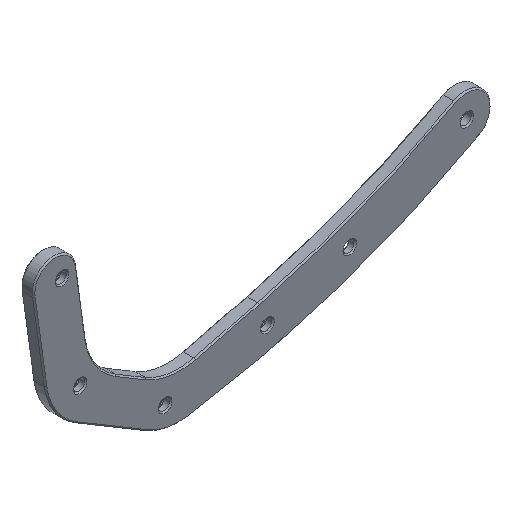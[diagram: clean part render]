
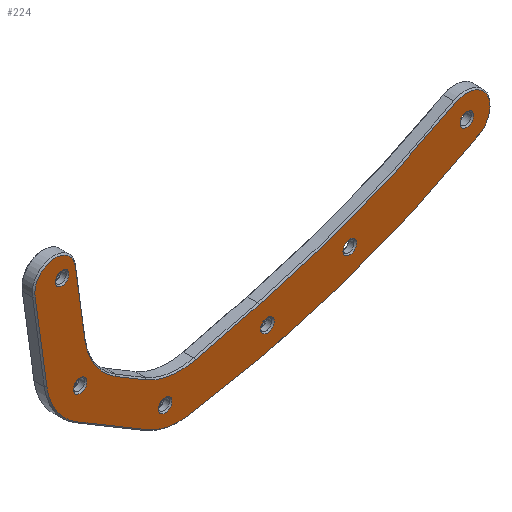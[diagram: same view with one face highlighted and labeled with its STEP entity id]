
A CAD part, isometric view. The second image highlights one B-rep face of the part: STEP entity #224.
In plain terms, the highlighted planar face has unit normal (0, -1, 0).
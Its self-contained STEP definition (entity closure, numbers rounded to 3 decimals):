
#224=ADVANCED_FACE('',(#972,#974,#976,#978,#980,#982,#984),#986,.F.);
#972=FACE_BOUND('',#973,.T.);
#973=EDGE_LOOP('',(#1526,#1527,#1528,#1529,#1530,#1531,#1532,#1533,#1534,#1535,#1536,
#1537,#1538));
#974=FACE_BOUND('',#975,.T.);
#975=EDGE_LOOP('',(#1539));
#976=FACE_BOUND('',#977,.T.);
#977=EDGE_LOOP('',(#1540));
#978=FACE_BOUND('',#979,.T.);
#979=EDGE_LOOP('',(#1541));
#980=FACE_BOUND('',#981,.T.);
#981=EDGE_LOOP('',(#1542));
#982=FACE_BOUND('',#983,.T.);
#983=EDGE_LOOP('',(#1543));
#984=FACE_BOUND('',#985,.T.);
#985=EDGE_LOOP('',(#1544));
#986=PLANE('',#987);
#987=AXIS2_PLACEMENT_3D('',#988,#989,#990);
#988=CARTESIAN_POINT('',(0.,-131.,0.));
#989=DIRECTION('',(0.,1.,0.));
#990=DIRECTION('',(-1.,0.,0.));
#1526=ORIENTED_EDGE('',*,*,#1801,.F.);
#1527=ORIENTED_EDGE('',*,*,#1802,.F.);
#1528=ORIENTED_EDGE('',*,*,#1803,.F.);
#1529=ORIENTED_EDGE('',*,*,#1804,.F.);
#1530=ORIENTED_EDGE('',*,*,#1805,.F.);
#1531=ORIENTED_EDGE('',*,*,#1806,.F.);
#1532=ORIENTED_EDGE('',*,*,#1807,.F.);
#1533=ORIENTED_EDGE('',*,*,#1808,.F.);
#1534=ORIENTED_EDGE('',*,*,#1809,.F.);
#1535=ORIENTED_EDGE('',*,*,#1810,.F.);
#1536=ORIENTED_EDGE('',*,*,#1811,.F.);
#1537=ORIENTED_EDGE('',*,*,#1812,.F.);
#1538=ORIENTED_EDGE('',*,*,#1813,.F.);
#1539=ORIENTED_EDGE('',*,*,#1814,.T.);
#1540=ORIENTED_EDGE('',*,*,#1815,.T.);
#1541=ORIENTED_EDGE('',*,*,#1816,.T.);
#1542=ORIENTED_EDGE('',*,*,#1817,.T.);
#1543=ORIENTED_EDGE('',*,*,#1818,.T.);
#1544=ORIENTED_EDGE('',*,*,#1819,.T.);
#1801=EDGE_CURVE('',#1993,#1994,#1995,.T.);
#1802=EDGE_CURVE('',#1996,#1993,#1997,.T.);
#1803=EDGE_CURVE('',#1998,#1996,#1999,.T.);
#1804=EDGE_CURVE('',#2000,#1998,#2001,.T.);
#1805=EDGE_CURVE('',#2002,#2000,#2003,.T.);
#1806=EDGE_CURVE('',#2004,#2002,#2005,.T.);
#1807=EDGE_CURVE('',#2006,#2004,#2007,.T.);
#1808=EDGE_CURVE('',#2008,#2006,#2009,.T.);
#1809=EDGE_CURVE('',#2010,#2008,#2011,.T.);
#1810=EDGE_CURVE('',#2012,#2010,#2013,.T.);
#1811=EDGE_CURVE('',#2014,#2012,#2015,.T.);
#1812=EDGE_CURVE('',#2016,#2014,#2017,.T.);
#1813=EDGE_CURVE('',#1994,#2016,#2018,.T.);
#1814=EDGE_CURVE('',#2019,#2019,#2020,.T.);
#1815=EDGE_CURVE('',#2021,#2021,#2022,.T.);
#1816=EDGE_CURVE('',#2023,#2023,#2024,.T.);
#1817=EDGE_CURVE('',#2025,#2025,#2026,.T.);
#1818=EDGE_CURVE('',#2027,#2027,#2028,.T.);
#1819=EDGE_CURVE('',#2029,#2029,#2030,.T.);
#1993=VERTEX_POINT('',#2387);
#1994=VERTEX_POINT('',#2388);
#1995=CIRCLE('',#2389,25.5);
#1996=VERTEX_POINT('',#2393);
#1997=LINE('',#2394,#2395);
#1998=VERTEX_POINT('',#2397);
#1999=CIRCLE('',#2398,25.5);
#2000=VERTEX_POINT('',#2402);
#2001=LINE('',#2403,#2404);
#2002=VERTEX_POINT('',#2406);
#2003=CIRCLE('',#2407,7.918);
#2004=VERTEX_POINT('',#2411);
#2005=LINE('',#2412,#2413);
#2006=VERTEX_POINT('',#2415);
#2007=CIRCLE('',#2416,24.5);
#2008=VERTEX_POINT('',#2420);
#2009=LINE('',#2421,#2422);
#2010=VERTEX_POINT('',#2424);
#2011=CIRCLE('',#2425,24.5);
#2012=VERTEX_POINT('',#2429);
#2013=CIRCLE('',#2430,332.805);
#2014=VERTEX_POINT('',#2434);
#2015=CIRCLE('',#2435,9.);
#2016=VERTEX_POINT('',#2439);
#2017=CIRCLE('',#2440,314.933);
#2018=LINE('',#2444,#2445);
#2019=VERTEX_POINT('',#2447);
#2020=CIRCLE('',#2448,2.65);
#2021=VERTEX_POINT('',#2452);
#2022=CIRCLE('',#2453,2.65);
#2023=VERTEX_POINT('',#2457);
#2024=CIRCLE('',#2458,2.65);
#2025=VERTEX_POINT('',#2462);
#2026=CIRCLE('',#2463,2.65);
#2027=VERTEX_POINT('',#2467);
#2028=CIRCLE('',#2468,2.65);
#2029=VERTEX_POINT('',#2472);
#2030=CIRCLE('',#2473,2.65);
#2387=CARTESIAN_POINT('',(-8.906,-131.,-29.245));
#2388=CARTESIAN_POINT('',(10.263,-131.,-32.107));
#2389=AXIS2_PLACEMENT_3D('',#2390,#2391,#2392);
#2390=CARTESIAN_POINT('',(4.161,-131.,-7.348));
#2391=DIRECTION('',(0.,-1.,0.));
#2392=DIRECTION('',(-0.512,0.,-0.859));
#2393=CARTESIAN_POINT('',(-20.404,-131.,-22.384));
#2394=CARTESIAN_POINT('',(-20.404,-131.,-22.384));
#2395=VECTOR('',#2396,1.);
#2396=DIRECTION('',(0.859,0.,-0.512));
#2397=CARTESIAN_POINT('',(-32.591,-131.,-4.021));
#2398=AXIS2_PLACEMENT_3D('',#2399,#2400,#2401);
#2399=CARTESIAN_POINT('',(-7.337,-131.,-0.487));
#2400=DIRECTION('',(0.,-1.,0.));
#2401=DIRECTION('',(-0.99,0.,-0.139));
#2402=CARTESIAN_POINT('',(-36.33,-131.,22.693));
#2403=CARTESIAN_POINT('',(-36.33,-131.,22.693));
#2404=VECTOR('',#2405,1.);
#2405=DIRECTION('',(0.139,0.,-0.99));
#2406=CARTESIAN_POINT('',(-51.967,-131.,20.204));
#2407=AXIS2_PLACEMENT_3D('',#2408,#2409,#2410);
#2408=CARTESIAN_POINT('',(-44.172,-131.,21.595));
#2409=DIRECTION('',(0.,1.,0.));
#2410=DIRECTION('',(-0.984,0.,-0.176));
#2411=CARTESIAN_POINT('',(-47.411,-131.,-12.348));
#2412=CARTESIAN_POINT('',(-47.411,-131.,-12.348));
#2413=VECTOR('',#2414,1.);
#2414=DIRECTION('',(-0.139,0.,0.99));
#2415=CARTESIAN_POINT('',(-35.702,-131.,-29.99));
#2416=AXIS2_PLACEMENT_3D('',#2417,#2418,#2419);
#2417=CARTESIAN_POINT('',(-23.147,-131.,-8.952));
#2418=DIRECTION('',(0.,1.,0.));
#2419=DIRECTION('',(-0.512,0.,-0.859));
#2420=CARTESIAN_POINT('',(-8.346,-131.,-46.315));
#2421=CARTESIAN_POINT('',(-8.346,-131.,-46.315));
#2422=VECTOR('',#2423,1.);
#2423=DIRECTION('',(-0.859,0.,0.512));
#2424=CARTESIAN_POINT('',(7.738,-131.,-49.521));
#2425=AXIS2_PLACEMENT_3D('',#2426,#2427,#2428);
#2426=CARTESIAN_POINT('',(4.209,-131.,-25.277));
#2427=DIRECTION('',(0.,1.,0.));
#2428=DIRECTION('',(0.144,0.,-0.99));
#2429=CARTESIAN_POINT('',(121.655,-131.,-10.984));
#2430=AXIS2_PLACEMENT_3D('',#2431,#2432,#2433);
#2431=CARTESIAN_POINT('',(-40.197,-131.,279.813));
#2432=DIRECTION('',(0.,1.,0.));
#2433=DIRECTION('',(0.486,0.,-0.874));
#2434=CARTESIAN_POINT('',(111.693,-131.,3.929));
#2435=AXIS2_PLACEMENT_3D('',#2436,#2437,#2438);
#2436=CARTESIAN_POINT('',(116.034,-131.,-3.955));
#2437=DIRECTION('',(0.,1.,0.));
#2438=DIRECTION('',(-0.482,0.,0.876));
#2439=CARTESIAN_POINT('',(35.167,-131.,-25.969));
#2440=AXIS2_PLACEMENT_3D('',#2441,#2442,#2443);
#2441=CARTESIAN_POINT('',(-40.197,-131.,279.813));
#2442=DIRECTION('',(0.,-1.,0.));
#2443=DIRECTION('',(0.239,0.,-0.971));
#2444=CARTESIAN_POINT('',(10.263,-131.,-32.107));
#2445=VECTOR('',#2446,1.);
#2446=DIRECTION('',(0.971,0.,0.239));
#2447=CARTESIAN_POINT('',(35.734,-131.,-34.463));
#2448=AXIS2_PLACEMENT_3D('',#2449,#2450,#2451);
#2449=CARTESIAN_POINT('',(38.384,-131.,-34.463));
#2450=DIRECTION('',(0.,1.,0.));
#2451=DIRECTION('',(-1.,0.,0.));
#2452=CARTESIAN_POINT('',(-37.113,-131.,-18.384));
#2453=AXIS2_PLACEMENT_3D('',#2454,#2455,#2456);
#2454=CARTESIAN_POINT('',(-34.463,-131.,-18.384));
#2455=DIRECTION('',(0.,1.,0.));
#2456=DIRECTION('',(-1.,0.,0.));
#2457=CARTESIAN_POINT('',(67.801,-131.,-24.169));
#2458=AXIS2_PLACEMENT_3D('',#2459,#2460,#2461);
#2459=CARTESIAN_POINT('',(70.451,-131.,-24.169));
#2460=DIRECTION('',(0.,1.,0.));
#2461=DIRECTION('',(-1.,0.,0.));
#2462=CARTESIAN_POINT('',(113.384,-131.,-3.955));
#2463=AXIS2_PLACEMENT_3D('',#2464,#2465,#2466);
#2464=CARTESIAN_POINT('',(116.034,-131.,-3.955));
#2465=DIRECTION('',(0.,1.,0.));
#2466=DIRECTION('',(-1.,0.,0.));
#2467=CARTESIAN_POINT('',(-4.02,-131.,-41.51));
#2468=AXIS2_PLACEMENT_3D('',#2469,#2470,#2471);
#2469=CARTESIAN_POINT('',(-1.37,-131.,-41.51));
#2470=DIRECTION('',(0.,1.,0.));
#2471=DIRECTION('',(-1.,0.,0.));
#2472=CARTESIAN_POINT('',(-44.16,-131.,21.37));
#2473=AXIS2_PLACEMENT_3D('',#2474,#2475,#2476);
#2474=CARTESIAN_POINT('',(-41.51,-131.,21.37));
#2475=DIRECTION('',(0.,1.,0.));
#2476=DIRECTION('',(-1.,0.,0.));
